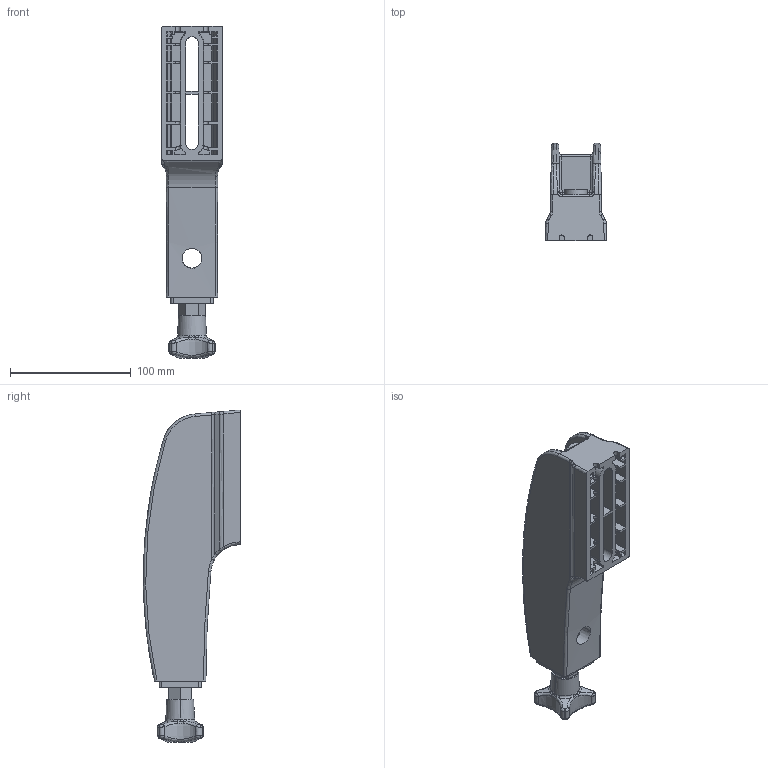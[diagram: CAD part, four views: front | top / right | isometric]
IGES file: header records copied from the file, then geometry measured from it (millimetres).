
Start section:  PTC IGES file: S014066690N.igs
Global section: file name: S014066690N.igs; native system: Pro/ENGINEER by Parametric Technology Corporation; preprocessor: 2010020; author: RCRU51; organization: Rex Nord Marbet spa; date: 20130109.121050; units: millimetre
Bounding box: 50.5 x 80.46 x 274.41 mm (x, y, z)
Volume: 310401.5 mm3; surface area: 111330.4 mm2
Topology: 1 solids, 1 shells, 468 faces, 1248 edges, 788 vertices
Faces by surface type: bspline 313, revolution 155
